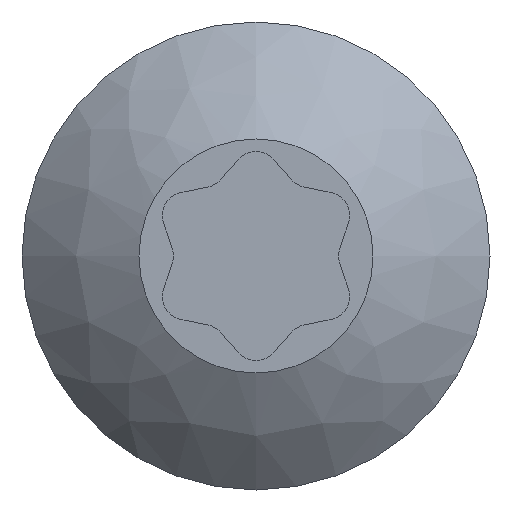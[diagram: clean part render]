
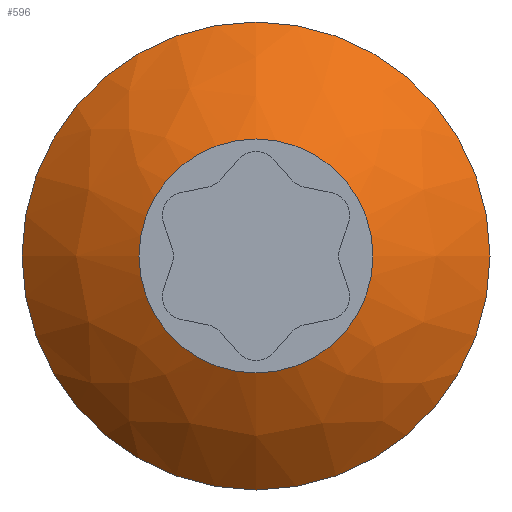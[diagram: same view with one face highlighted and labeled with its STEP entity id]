
A CAD part, left-side view. The second image highlights one B-rep face of the part: STEP entity #596.
In plain terms, the highlighted free-form (B-spline) face has degree [2, 2] with [3, 9] control points.
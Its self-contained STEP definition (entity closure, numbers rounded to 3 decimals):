
#17=(
BOUNDED_SURFACE()
B_SPLINE_SURFACE(2,2,((#1026,#1027,#1028,#1029,#1030,#1031,#1032,#1033,
#1034),(#1035,#1036,#1037,#1038,#1039,#1040,#1041,#1042,#1043),(#1044,#1045,
#1046,#1047,#1048,#1049,#1050,#1051,#1052)),.UNSPECIFIED.,.F.,.T.,.F.)
B_SPLINE_SURFACE_WITH_KNOTS((3,3),(3,2,2,2,3),(-1.113,-0.723),
(-3.142,-1.571,0.,1.571,3.142),
 .UNSPECIFIED.)
GEOMETRIC_REPRESENTATION_ITEM()
RATIONAL_B_SPLINE_SURFACE(((1.,0.707,1.,0.707,1.,
0.707,1.,0.707,1.),(0.981,0.694,
0.981,0.694,0.981,0.694,
0.981,0.694,0.981),(1.,0.707,
1.,0.707,1.,0.707,1.,0.707,1.)))
REPRESENTATION_ITEM('')
SURFACE()
);
#62=FACE_OUTER_BOUND('',#96,.T.);
#96=EDGE_LOOP('',(#529,#530,#531,#532,#533));
#212=CIRCLE('',#636,4.);
#231=CIRCLE('',#674,13.);
#232=CIRCLE('',#675,8.);
#233=CIRCLE('',#676,8.);
#255=VERTEX_POINT('',#918);
#290=VERTEX_POINT('',#1053);
#291=VERTEX_POINT('',#1055);
#317=EDGE_CURVE('',#255,#255,#212,.T.);
#371=EDGE_CURVE('',#255,#290,#231,.T.);
#372=EDGE_CURVE('',#291,#290,#232,.T.);
#373=EDGE_CURVE('',#290,#291,#233,.T.);
#529=ORIENTED_EDGE('',*,*,#317,.T.);
#530=ORIENTED_EDGE('',*,*,#371,.T.);
#531=ORIENTED_EDGE('',*,*,#372,.F.);
#532=ORIENTED_EDGE('',*,*,#373,.F.);
#533=ORIENTED_EDGE('',*,*,#371,.F.);
#596=ADVANCED_FACE('',(#62),#17,.F.);
#636=AXIS2_PLACEMENT_3D('',#919,#731,#732);
#674=AXIS2_PLACEMENT_3D('',#1054,#842,#843);
#675=AXIS2_PLACEMENT_3D('',#1056,#844,#845);
#676=AXIS2_PLACEMENT_3D('',#1057,#846,#847);
#731=DIRECTION('center_axis',(1.,0.,0.));
#732=DIRECTION('ref_axis',(0.,0.,-1.));
#842=DIRECTION('center_axis',(0.,1.,0.));
#843=DIRECTION('ref_axis',(0.,0.,
1.));
#844=DIRECTION('center_axis',(1.,0.,0.));
#845=DIRECTION('ref_axis',(0.,0.,-1.));
#846=DIRECTION('center_axis',(1.,0.,0.));
#847=DIRECTION('ref_axis',(0.,0.,-1.));
#918=CARTESIAN_POINT('',(-6.,0.,4.));
#919=CARTESIAN_POINT('Origin',(-6.,0.,0.));
#1026=CARTESIAN_POINT('Ctrl Pts',(-6.,0.,
4.));
#1027=CARTESIAN_POINT('Ctrl Pts',(-6.,-4.,4.));
#1028=CARTESIAN_POINT('Ctrl Pts',(-6.,-4.,0.));
#1029=CARTESIAN_POINT('Ctrl Pts',(-6.,-4.,-4.));
#1030=CARTESIAN_POINT('Ctrl Pts',(-6.,0.,
-4.));
#1031=CARTESIAN_POINT('Ctrl Pts',(-6.,4.,-4.));
#1032=CARTESIAN_POINT('Ctrl Pts',(-6.,4.,0.));
#1033=CARTESIAN_POINT('Ctrl Pts',(-6.,4.,4.));
#1034=CARTESIAN_POINT('Ctrl Pts',(-6.,0.,
4.));
#1035=CARTESIAN_POINT('Ctrl Pts',(-4.866,0.,
6.302));
#1036=CARTESIAN_POINT('Ctrl Pts',(-4.866,-6.302,6.302));
#1037=CARTESIAN_POINT('Ctrl Pts',(-4.866,-6.302,0.));
#1038=CARTESIAN_POINT('Ctrl Pts',(-4.866,-6.302,-6.302));
#1039=CARTESIAN_POINT('Ctrl Pts',(-4.866,0.,
-6.302));
#1040=CARTESIAN_POINT('Ctrl Pts',(-4.866,6.302,-6.302));
#1041=CARTESIAN_POINT('Ctrl Pts',(-4.866,6.302,0.));
#1042=CARTESIAN_POINT('Ctrl Pts',(-4.866,6.302,6.302));
#1043=CARTESIAN_POINT('Ctrl Pts',(-4.866,0.,
6.302));
#1044=CARTESIAN_POINT('Ctrl Pts',(-2.943,0.,
8.));
#1045=CARTESIAN_POINT('Ctrl Pts',(-2.943,-8.,8.));
#1046=CARTESIAN_POINT('Ctrl Pts',(-2.943,-8.,0.));
#1047=CARTESIAN_POINT('Ctrl Pts',(-2.943,-8.,-8.));
#1048=CARTESIAN_POINT('Ctrl Pts',(-2.943,0.,
-8.));
#1049=CARTESIAN_POINT('Ctrl Pts',(-2.943,8.,-8.));
#1050=CARTESIAN_POINT('Ctrl Pts',(-2.943,8.,0.));
#1051=CARTESIAN_POINT('Ctrl Pts',(-2.943,8.,8.));
#1052=CARTESIAN_POINT('Ctrl Pts',(-2.943,0.,
8.));
#1053=CARTESIAN_POINT('',(-2.943,0.,8.));
#1054=CARTESIAN_POINT('Origin',(5.662,0.,-1.744));
#1055=CARTESIAN_POINT('',(-2.943,-8.,0.));
#1056=CARTESIAN_POINT('Origin',(-2.943,0.,
0.));
#1057=CARTESIAN_POINT('Origin',(-2.943,0.,
0.));
